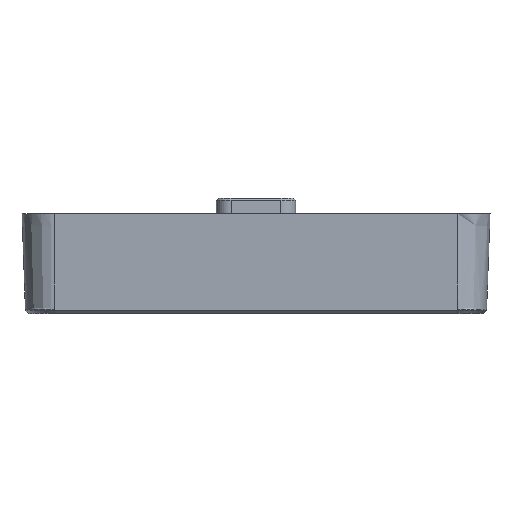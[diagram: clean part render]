
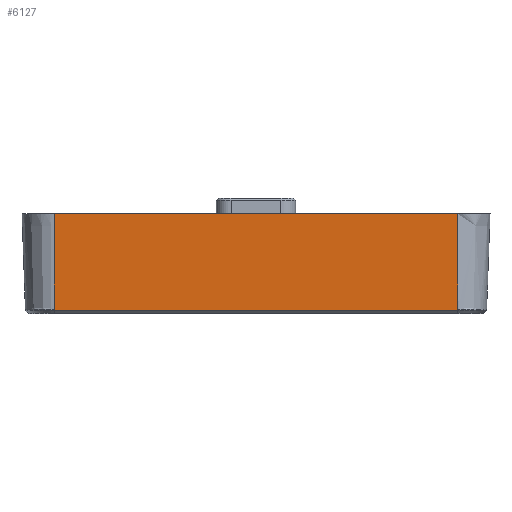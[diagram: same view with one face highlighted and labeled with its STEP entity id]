
A CAD part, top view. The second image highlights one B-rep face of the part: STEP entity #6127.
In plain terms, the highlighted planar face has unit normal (0, -0.035, 0.999).
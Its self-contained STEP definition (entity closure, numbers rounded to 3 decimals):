
#445=PLANE('',#6566);
#665=LINE('',#9234,#1222);
#666=LINE('',#9332,#1223);
#670=LINE('',#9542,#1227);
#684=LINE('',#11185,#1241);
#686=LINE('',#11189,#1243);
#687=LINE('',#11190,#1244);
#1222=VECTOR('',#7084,10.);
#1223=VECTOR('',#7085,10.);
#1227=VECTOR('',#7091,10.);
#1241=VECTOR('',#7143,1000.);
#1243=VECTOR('',#7147,1000.);
#1244=VECTOR('',#7148,1000.);
#1837=FACE_OUTER_BOUND('',#2219,.T.);
#2219=EDGE_LOOP('',(#4397,#4398,#4399,#4400,#4401,#4402));
#2727=VERTEX_POINT('',#9027);
#2733=VERTEX_POINT('',#9207);
#2734=VERTEX_POINT('',#9331);
#2737=VERTEX_POINT('',#9487);
#2759=VERTEX_POINT('',#10870);
#2761=VERTEX_POINT('',#11188);
#3357=EDGE_CURVE('',#2733,#2727,#665,.T.);
#3358=EDGE_CURVE('',#2727,#2734,#666,.T.);
#3364=EDGE_CURVE('',#2733,#2737,#670,.T.);
#3397=EDGE_CURVE('',#2737,#2759,#684,.T.);
#3399=EDGE_CURVE('',#2759,#2761,#686,.T.);
#3400=EDGE_CURVE('',#2761,#2734,#687,.T.);
#4397=ORIENTED_EDGE('',*,*,#3397,.T.);
#4398=ORIENTED_EDGE('',*,*,#3399,.T.);
#4399=ORIENTED_EDGE('',*,*,#3400,.T.);
#4400=ORIENTED_EDGE('',*,*,#3358,.F.);
#4401=ORIENTED_EDGE('',*,*,#3357,.F.);
#4402=ORIENTED_EDGE('',*,*,#3364,.T.);
#6127=ADVANCED_FACE('',(#1837),#445,.T.);
#6566=AXIS2_PLACEMENT_3D('',#11187,#7145,#7146);
#7084=DIRECTION('',(-1.,0.,0.));
#7085=DIRECTION('',(0.,0.999,0.035));
#7091=DIRECTION('',(0.,0.999,0.035));
#7143=DIRECTION('',(0.,0.999,0.035));
#7145=DIRECTION('center_axis',(0.,-0.035,0.999));
#7146=DIRECTION('ref_axis',(0.,-0.999,-0.035));
#7147=DIRECTION('',(-1.,0.,0.));
#7148=DIRECTION('',(0.,-0.999,-0.035));
#9027=CARTESIAN_POINT('',(-84.469,-50.609,11.247));
#9207=CARTESIAN_POINT('',(66.531,-50.609,11.247));
#9234=CARTESIAN_POINT('',(66.531,-50.609,11.247));
#9331=CARTESIAN_POINT('',(-84.469,-50.105,11.264));
#9332=CARTESIAN_POINT('',(-84.469,-50.105,11.264));
#9487=CARTESIAN_POINT('',(66.531,-50.105,11.264));
#9542=CARTESIAN_POINT('',(66.531,-50.105,11.264));
#10870=CARTESIAN_POINT('',(66.531,-14.458,12.509));
#11185=CARTESIAN_POINT('',(66.531,-18.076,12.383));
#11187=CARTESIAN_POINT('Origin',(66.531,-18.076,12.383));
#11188=CARTESIAN_POINT('',(-84.469,-14.458,12.509));
#11189=CARTESIAN_POINT('',(66.531,-14.458,12.509));
#11190=CARTESIAN_POINT('',(-84.469,-18.076,12.383));
